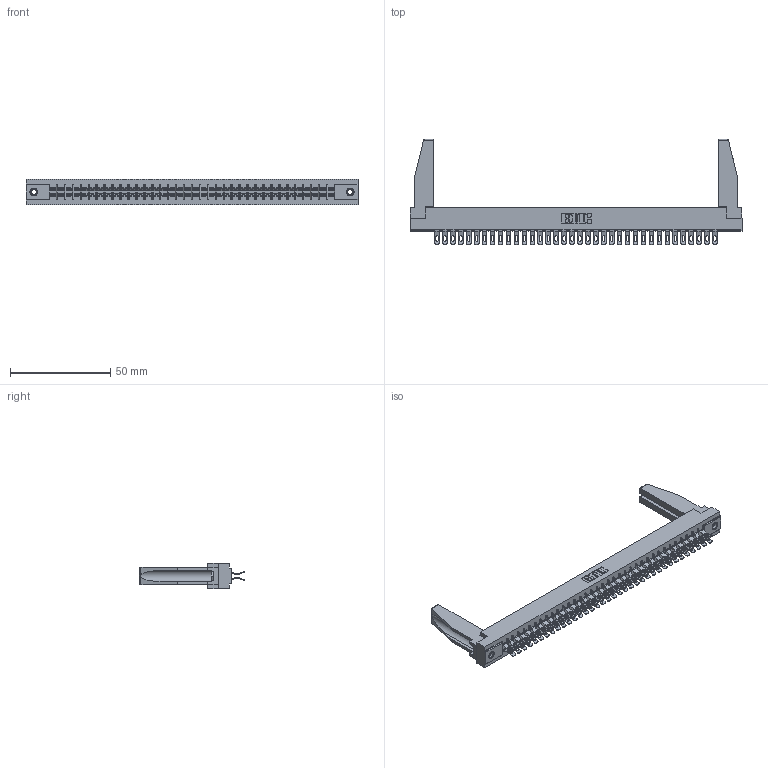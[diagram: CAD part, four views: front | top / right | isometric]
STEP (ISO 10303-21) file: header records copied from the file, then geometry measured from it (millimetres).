
FILE_DESCRIPTION (( 'STEP AP203' ), '1' );
FILE_NAME ('315-072-555-278.STEP', '2019-09-10T21:54:18', ( '' ), ( '' ), 'SwSTEP 2.0', 'SolidWorks 2016', '' );
FILE_SCHEMA (( 'CONFIG_CONTROL_DESIGN' ));
Length unit declared in the file: inch
Products named in the file (5): 305-290-001_555; 307-220-078; 315-072-555-278; 305 Part_.156 Dia; 345-250-001_345-250-001-102
Assembly tree (77 placements, depth 2):
  315-072-555-278
    305 Part_.156 Dia
    305-290-001_555  x72
    345-250-001_345-250-001-102  x2
    307-220-078  x2
Bounding box: 165.66 x 52.45 x 12.7 mm (x, y, z)
Volume: 21454.6 mm3; surface area: 27253.5 mm2
Topology: 77 solids, 77 shells, 4998 faces, 14866 edges, 9708 vertices
Faces by surface type: plane 2456, cylinder 2382, sphere 144, cone 12, torus 4
Entity records: 42772 total; most frequent: CARTESIAN_POINT 7102, ORIENTED_EDGE 6998, DIRECTION 6827, EDGE_CURVE 3499, LINE 2801, VECTOR 2801, VERTEX_POINT 2230, AXIS2_PLACEMENT_3D 2013
